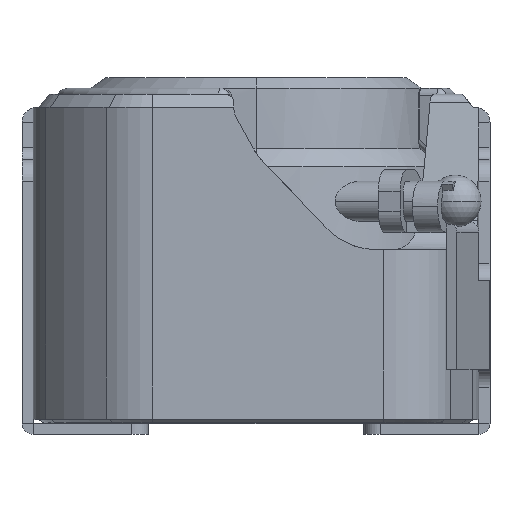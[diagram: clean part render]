
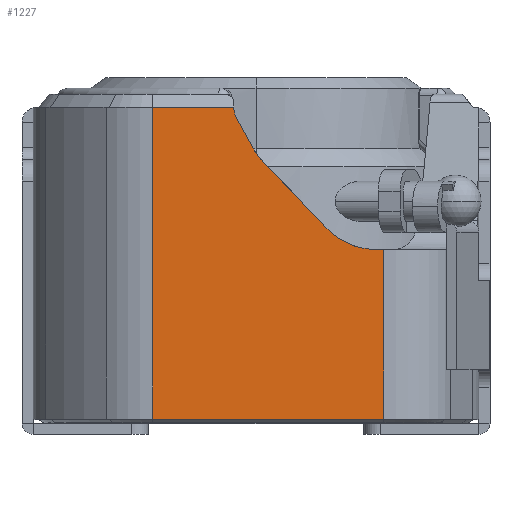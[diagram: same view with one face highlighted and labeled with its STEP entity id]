
A CAD part, top view. The second image highlights one B-rep face of the part: STEP entity #1227.
In plain terms, the highlighted planar face has unit normal (0, 0, 1).
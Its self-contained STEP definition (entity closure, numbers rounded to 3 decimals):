
#84 = CARTESIAN_POINT ( 'NONE',  ( -0.105, 4.369, 3. ) ) ;
#124 = DIRECTION ( 'NONE',  ( -1., 0., 0. ) ) ;
#165 = CARTESIAN_POINT ( 'NONE',  ( -1.393, 4.4, 3. ) ) ;
#560 = ORIENTED_EDGE ( 'NONE', *, *, #4791, .F. ) ;
#722 = DIRECTION ( 'NONE',  ( 1., 0., 0. ) ) ;
#748 = LINE ( 'NONE', #4825, #2045 ) ;
#963 = CIRCLE ( 'NONE', #13143, 0.8 ) ;
#1028 = EDGE_CURVE ( 'NONE', #1309, #6846, #5854, .T. ) ;
#1089 = CARTESIAN_POINT ( 'NONE',  ( -0.042, 3.851, 3. ) ) ;
#1098 = VECTOR ( 'NONE', #124, 1000. ) ;
#1227 = ADVANCED_FACE ( 'NONE', ( #12004 ), #3830, .T. ) ;
#1309 = VERTEX_POINT ( 'NONE', #7992 ) ;
#1459 = ORIENTED_EDGE ( 'NONE', *, *, #1028, .T. ) ;
#1541 = VECTOR ( 'NONE', #5665, 1000. ) ;
#1733 = DIRECTION ( 'NONE',  ( -0.689, 0.725, 0. ) ) ;
#2007 = ORIENTED_EDGE ( 'NONE', *, *, #7748, .F. ) ;
#2045 = VECTOR ( 'NONE', #1733, 1000. ) ;
#2302 = VERTEX_POINT ( 'NONE', #11375 ) ;
#2318 = ORIENTED_EDGE ( 'NONE', *, *, #12528, .T. ) ;
#2365 = DIRECTION ( 'NONE',  ( 0., 1., 0. ) ) ;
#2398 = AXIS2_PLACEMENT_3D ( 'NONE', #84, #7327, #10381 ) ;
#2670 = VERTEX_POINT ( 'NONE', #12752 ) ;
#3100 = CARTESIAN_POINT ( 'NONE',  ( 1.723, 0.2, 3. ) ) ;
#3148 = VERTEX_POINT ( 'NONE', #1089 ) ;
#3199 = CARTESIAN_POINT ( 'NONE',  ( -1.393, 0.2, 3. ) ) ;
#3234 = ORIENTED_EDGE ( 'NONE', *, *, #12060, .T. ) ;
#3305 = CARTESIAN_POINT ( 'NONE',  ( -0.297, 4.369, 3. ) ) ;
#3334 = LINE ( 'NONE', #4781, #11270 ) ;
#3430 = CARTESIAN_POINT ( 'NONE',  ( 1.723, 4.4, 3. ) ) ;
#3484 = DIRECTION ( 'NONE',  ( 0., 0., -1. ) ) ;
#3695 = CARTESIAN_POINT ( 'NONE',  ( 0.081, 3.682, 3. ) ) ;
#3717 = VERTEX_POINT ( 'NONE', #3199 ) ;
#3830 = PLANE ( 'NONE',  #9311 ) ;
#4306 = DIRECTION ( 'NONE',  ( 0., -1., 0. ) ) ;
#4344 = DIRECTION ( 'NONE',  ( 0., 1., 0. ) ) ;
#4662 = VECTOR ( 'NONE', #4344, 1000. ) ;
#4781 = CARTESIAN_POINT ( 'NONE',  ( -3.684, 2.48, 3. ) ) ;
#4791 = EDGE_CURVE ( 'NONE', #5895, #2670, #6180, .T. ) ;
#4825 = CARTESIAN_POINT ( 'NONE',  ( 1.224, 2.48, 3. ) ) ;
#5091 = ORIENTED_EDGE ( 'NONE', *, *, #13238, .T. ) ;
#5474 = CARTESIAN_POINT ( 'NONE',  ( 0.941, 2.778, 3. ) ) ;
#5665 = DIRECTION ( 'NONE',  ( -0.478, 0.878, 0. ) ) ;
#5854 = LINE ( 'NONE', #3430, #9415 ) ;
#5895 = VERTEX_POINT ( 'NONE', #165 ) ;
#5991 = EDGE_LOOP ( 'NONE', ( #7939, #9630, #1459, #2007, #3234, #5091, #7622, #9868, #11710, #2318, #560 ) ) ;
#6180 = LINE ( 'NONE', #7350, #13278 ) ;
#6368 = CARTESIAN_POINT ( 'NONE',  ( 1.723, 2.48, 3. ) ) ;
#6431 = LINE ( 'NONE', #9460, #4662 ) ;
#6717 = EDGE_CURVE ( 'NONE', #2302, #7390, #8217, .T. ) ;
#6768 = EDGE_CURVE ( 'NONE', #1309, #3717, #7913, .T. ) ;
#6846 = VERTEX_POINT ( 'NONE', #6368 ) ;
#7009 = DIRECTION ( 'NONE',  ( 0., 0., 1. ) ) ;
#7327 = DIRECTION ( 'NONE',  ( 0., 0., -1. ) ) ;
#7350 = CARTESIAN_POINT ( 'NONE',  ( 3., 4.4, 3. ) ) ;
#7390 = VERTEX_POINT ( 'NONE', #3305 ) ;
#7622 = ORIENTED_EDGE ( 'NONE', *, *, #10174, .T. ) ;
#7748 = EDGE_CURVE ( 'NONE', #8989, #6846, #3334, .T. ) ;
#7913 = LINE ( 'NONE', #3100, #1098 ) ;
#7939 = ORIENTED_EDGE ( 'NONE', *, *, #11969, .T. ) ;
#7992 = CARTESIAN_POINT ( 'NONE',  ( 1.723, 0.2, 3. ) ) ;
#8048 = LINE ( 'NONE', #9550, #11757 ) ;
#8139 = CARTESIAN_POINT ( 'NONE',  ( 0.661, 4.234, 3. ) ) ;
#8217 = CIRCLE ( 'NONE', #2398, 0.192 ) ;
#8322 = EDGE_CURVE ( 'NONE', #3148, #2302, #10128, .T. ) ;
#8989 = VERTEX_POINT ( 'NONE', #11292 ) ;
#9311 = AXIS2_PLACEMENT_3D ( 'NONE', #12142, #7009, #722 ) ;
#9331 = DIRECTION ( 'NONE',  ( 1., 0., 0. ) ) ;
#9415 = VECTOR ( 'NONE', #2365, 1000. ) ;
#9460 = CARTESIAN_POINT ( 'NONE',  ( -0.297, 2.48, 3. ) ) ;
#9550 = CARTESIAN_POINT ( 'NONE',  ( -1.393, 0.15, 3. ) ) ;
#9630 = ORIENTED_EDGE ( 'NONE', *, *, #6768, .F. ) ;
#9748 = CARTESIAN_POINT ( 'NONE',  ( 1.636, 3.44, 3. ) ) ;
#9868 = ORIENTED_EDGE ( 'NONE', *, *, #8322, .T. ) ;
#10128 = LINE ( 'NONE', #12982, #1541 ) ;
#10174 = EDGE_CURVE ( 'NONE', #11118, #3148, #963, .T. ) ;
#10381 = DIRECTION ( 'NONE',  ( 1., 0., 0. ) ) ;
#10617 = DIRECTION ( 'NONE',  ( 0., 0., -1. ) ) ;
#11118 = VERTEX_POINT ( 'NONE', #3695 ) ;
#11126 = CIRCLE ( 'NONE', #11653, 0.96 ) ;
#11270 = VECTOR ( 'NONE', #12003, 1000. ) ;
#11292 = CARTESIAN_POINT ( 'NONE',  ( 1.636, 2.48, 3. ) ) ;
#11375 = CARTESIAN_POINT ( 'NONE',  ( -0.274, 4.277, 3. ) ) ;
#11653 = AXIS2_PLACEMENT_3D ( 'NONE', #9748, #3484, #11845 ) ;
#11710 = ORIENTED_EDGE ( 'NONE', *, *, #6717, .T. ) ;
#11757 = VECTOR ( 'NONE', #4306, 1000. ) ;
#11845 = DIRECTION ( 'NONE',  ( 1., 0., 0. ) ) ;
#11969 = EDGE_CURVE ( 'NONE', #5895, #3717, #8048, .T. ) ;
#12003 = DIRECTION ( 'NONE',  ( 1., 0., 0. ) ) ;
#12004 = FACE_OUTER_BOUND ( 'NONE', #5991, .T. ) ;
#12024 = VERTEX_POINT ( 'NONE', #5474 ) ;
#12060 = EDGE_CURVE ( 'NONE', #8989, #12024, #11126, .T. ) ;
#12142 = CARTESIAN_POINT ( 'NONE',  ( 3., -8.485, 3. ) ) ;
#12528 = EDGE_CURVE ( 'NONE', #7390, #2670, #6431, .T. ) ;
#12752 = CARTESIAN_POINT ( 'NONE',  ( -0.297, 4.4, 3. ) ) ;
#12823 = DIRECTION ( 'NONE',  ( 1., 0., 0. ) ) ;
#12982 = CARTESIAN_POINT ( 'NONE',  ( -0.297, 4.32, 3. ) ) ;
#13143 = AXIS2_PLACEMENT_3D ( 'NONE', #8139, #10617, #12823 ) ;
#13238 = EDGE_CURVE ( 'NONE', #12024, #11118, #748, .T. ) ;
#13278 = VECTOR ( 'NONE', #9331, 1000. ) ;
